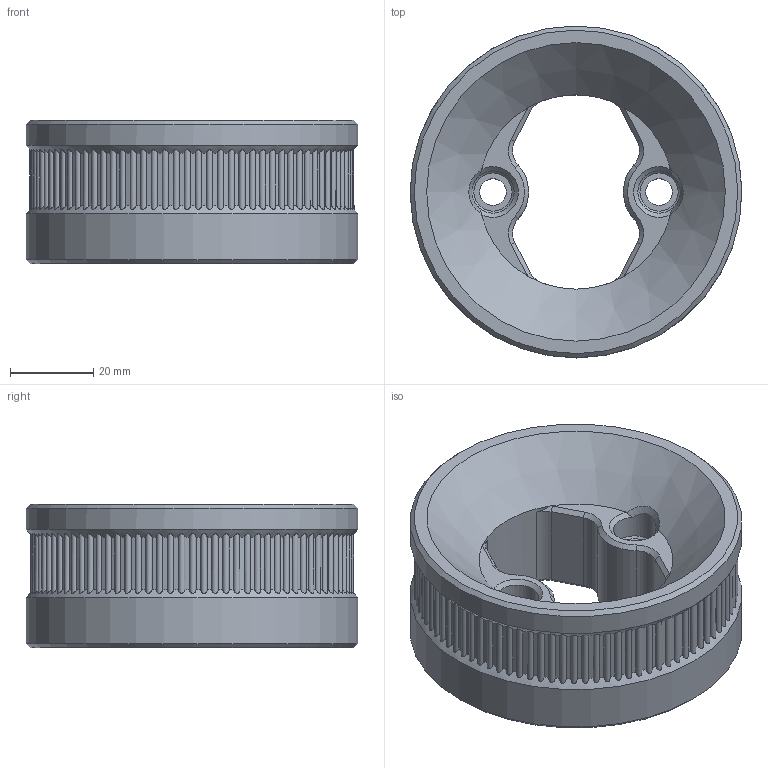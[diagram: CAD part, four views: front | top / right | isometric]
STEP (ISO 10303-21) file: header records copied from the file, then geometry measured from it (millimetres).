
FILE_DESCRIPTION(/* description */ (''),/* implementation_level */ '2;1');
FILE_NAME(/* name */ 'PitClamp Mini - Ring - Extrusion (EXPERIMENTAL) - 6mm Offset.step',/* time_stamp */ '2024-08-18T01:00:26-04:00',/* author */ (''),/* organization */ (''),/* preprocessor_version */ 'ST-DEVELOPER v20',/* originating_system */ 'Autodesk Translation Framework v13.14.0.145',/* authorisation */ '');
FILE_SCHEMA (('AUTOMOTIVE_DESIGN { 1 0 10303 214 3 1 1 }'));
Length unit declared in the file: millimetre
Products named in the file (1): (Unsaved)
Bounding box: 79.9 x 79.9 x 34.55 mm (x, y, z)
Volume: 104932 mm3; surface area: 21903.9 mm2
Topology: 1 solids, 1 shells, 251 faces, 717 edges, 468 vertices
Faces by surface type: cylinder 198, cone 33, plane 18, bspline 2
Full cylindrical faces by diameter (mm): 6.4 x2, 10.2 x2, 79.9 x2
Entity records: 10836 total; most frequent: CARTESIAN_POINT 4418, ORIENTED_EDGE 1434, DIRECTION 1263, EDGE_CURVE 717, AXIS2_PLACEMENT_3D 504, VERTEX_POINT 468, EDGE_LOOP 257, LINE 255
